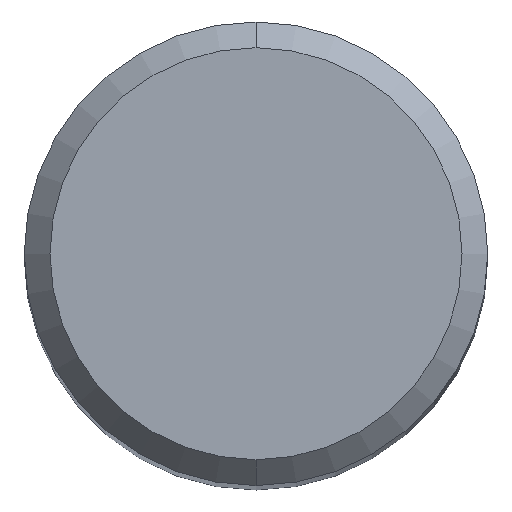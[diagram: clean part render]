
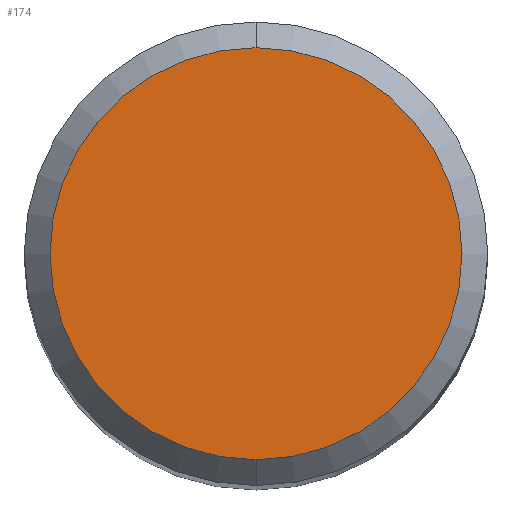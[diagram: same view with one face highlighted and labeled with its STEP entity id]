
A CAD part, top view. The second image highlights one B-rep face of the part: STEP entity #174.
In plain terms, the highlighted planar face has unit normal (0, 0, 1).
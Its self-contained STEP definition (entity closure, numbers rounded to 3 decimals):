
#174=ADVANCED_FACE('',(#475),#476,.T.);
#238=VERTEX_POINT('',#544);
#268=EDGE_CURVE('',#238,#382,#576,.T.);
#382=VERTEX_POINT('',#706);
#428=EDGE_CURVE('',#382,#238,#758,.T.);
#475=FACE_OUTER_BOUND('',#798,.T.);
#476=PLANE('',#799);
#544=CARTESIAN_POINT('',(0.0,4.0,0.0));
#576=CIRCLE('',#968,4.0);
#706=CARTESIAN_POINT('',(0.,-4.0,0.0));
#758=CIRCLE('',#1416,4.0);
#798=EDGE_LOOP('',(#1455,#1456));
#799=AXIS2_PLACEMENT_3D('',#1457,#1458,#1459);
#968=AXIS2_PLACEMENT_3D('',#1570,#1571,#1572);
#1416=AXIS2_PLACEMENT_3D('',#1780,#1781,#1782);
#1455=ORIENTED_EDGE('',*,*,#268,.F.);
#1456=ORIENTED_EDGE('',*,*,#428,.F.);
#1457=CARTESIAN_POINT('',(0.0,2.0,0.0));
#1458=DIRECTION('',(-0.0,0.0,1.0));
#1459=DIRECTION('',(0.0,-1.0,0.0));
#1570=CARTESIAN_POINT('',(0.0,0.0,0.0));
#1571=DIRECTION('',(0.0,0.0,-1.0));
#1572=DIRECTION('',(0.0,1.0,0.0));
#1780=CARTESIAN_POINT('',(0.0,0.0,0.0));
#1781=DIRECTION('',(0.0,0.0,-1.0));
#1782=DIRECTION('',(0.0,1.0,0.0));
